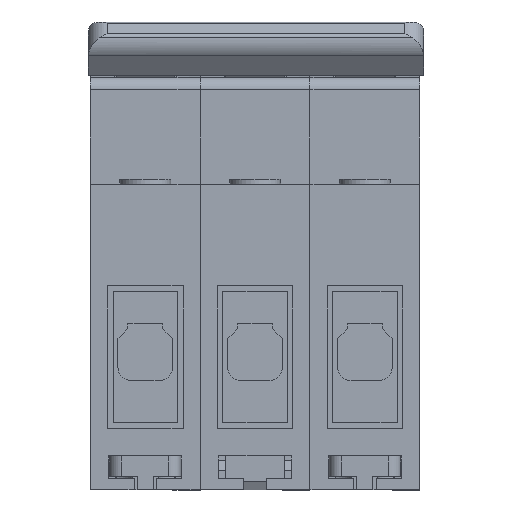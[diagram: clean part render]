
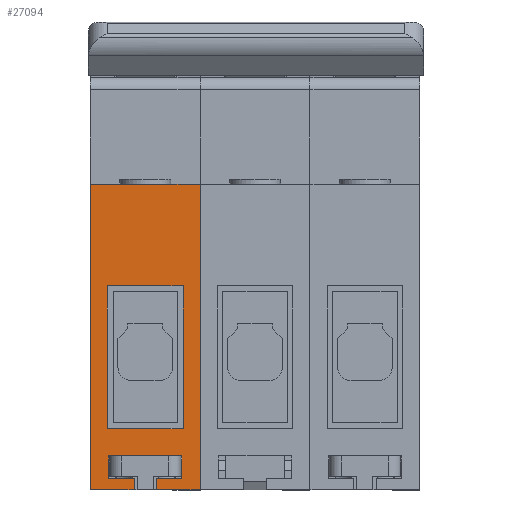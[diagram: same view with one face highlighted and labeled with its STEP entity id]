
A CAD part, front view. The second image highlights one B-rep face of the part: STEP entity #27094.
In plain terms, the highlighted planar face has unit normal (0, -1, 0).
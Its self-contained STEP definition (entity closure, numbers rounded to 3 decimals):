
#220 = VECTOR ( 'NONE', #32715, 1000. ) ;
#466 = ORIENTED_EDGE ( 'NONE', *, *, #32817, .T. ) ;
#784 = LINE ( 'NONE', #17707, #8826 ) ;
#973 = VECTOR ( 'NONE', #20634, 1000. ) ;
#985 = CARTESIAN_POINT ( 'NONE',  ( 7.65, 3., -27.551 ) ) ;
#1405 = LINE ( 'NONE', #23137, #7216 ) ;
#1545 = CARTESIAN_POINT ( 'NONE',  ( 19.6, 3., -27.551 ) ) ;
#1553 = LINE ( 'NONE', #27858, #973 ) ;
#1627 = VECTOR ( 'NONE', #17757, 1000. ) ;
#1865 = VECTOR ( 'NONE', #4025, 1000. ) ;
#2024 = ORIENTED_EDGE ( 'NONE', *, *, #13499, .T. ) ;
#2632 = VERTEX_POINT ( 'NONE', #17091 ) ;
#2935 = LINE ( 'NONE', #27746, #220 ) ;
#3214 = CARTESIAN_POINT ( 'NONE',  ( 22.35, 3., -43.601 ) ) ;
#3706 = CARTESIAN_POINT ( 'NONE',  ( 19.35, 3., -27.551 ) ) ;
#4025 = DIRECTION ( 'NONE',  ( 0., 0., 1. ) ) ;
#4153 = VERTEX_POINT ( 'NONE', #19266 ) ;
#5902 = EDGE_LOOP ( 'NONE', ( #15836, #33940, #2024, #466 ) ) ;
#6035 = CARTESIAN_POINT ( 'NONE',  ( 7.4, 3., -43.951 ) ) ;
#6680 = VECTOR ( 'NONE', #23729, 1000. ) ;
#6733 = ORIENTED_EDGE ( 'NONE', *, *, #29634, .T. ) ;
#7074 = ORIENTED_EDGE ( 'NONE', *, *, #23473, .T. ) ;
#7216 = VECTOR ( 'NONE', #15112, 1000. ) ;
#7268 = CARTESIAN_POINT ( 'NONE',  ( 4.65, 3., -75.051 ) ) ;
#7304 = LINE ( 'NONE', #18190, #6680 ) ;
#7767 = CARTESIAN_POINT ( 'NONE',  ( 4.65, 3., -66.951 ) ) ;
#8543 = DIRECTION ( 'NONE',  ( 0., 0., -1. ) ) ;
#8826 = VECTOR ( 'NONE', #15035, 1000. ) ;
#8863 = EDGE_CURVE ( 'NONE', #12593, #24123, #17601, .T. ) ;
#8866 = VECTOR ( 'NONE', #24077, 1000. ) ;
#9274 = ORIENTED_EDGE ( 'NONE', *, *, #12421, .T. ) ;
#10025 = LINE ( 'NONE', #29170, #32631 ) ;
#10200 = CARTESIAN_POINT ( 'NONE',  ( 4.65, 3., -27.551 ) ) ;
#10494 = VERTEX_POINT ( 'NONE', #34270 ) ;
#10592 = DIRECTION ( 'NONE',  ( 0., -1., 0. ) ) ;
#10609 = CARTESIAN_POINT ( 'NONE',  ( 7.4, 3., -66.951 ) ) ;
#10856 = CARTESIAN_POINT ( 'NONE',  ( 4.65, 3., -71.351 ) ) ;
#11433 = CARTESIAN_POINT ( 'NONE',  ( 7.65, 3., -71.351 ) ) ;
#12038 = VERTEX_POINT ( 'NONE', #12783 ) ;
#12072 = VERTEX_POINT ( 'NONE', #10609 ) ;
#12248 = CARTESIAN_POINT ( 'NONE',  ( 11.7, 3., -27.551 ) ) ;
#12270 = ORIENTED_EDGE ( 'NONE', *, *, #29877, .T. ) ;
#12282 = LINE ( 'NONE', #7268, #18951 ) ;
#12403 = CARTESIAN_POINT ( 'NONE',  ( 4.65, 3., -76.851 ) ) ;
#12421 = EDGE_CURVE ( 'NONE', #15769, #12038, #784, .T. ) ;
#12593 = VERTEX_POINT ( 'NONE', #23421 ) ;
#12783 = CARTESIAN_POINT ( 'NONE',  ( 4.65, 3., -76.851 ) ) ;
#12936 = FACE_BOUND ( 'NONE', #5902, .T. ) ;
#13133 = ORIENTED_EDGE ( 'NONE', *, *, #8863, .T. ) ;
#13499 = EDGE_CURVE ( 'NONE', #12072, #27762, #1553, .T. ) ;
#13987 = CARTESIAN_POINT ( 'NONE',  ( 19.35, 3., -75.051 ) ) ;
#14011 = VERTEX_POINT ( 'NONE', #11433 ) ;
#14236 = ORIENTED_EDGE ( 'NONE', *, *, #23244, .T. ) ;
#14588 = VERTEX_POINT ( 'NONE', #34186 ) ;
#14901 = LINE ( 'NONE', #1545, #1627 ) ;
#15035 = DIRECTION ( 'NONE',  ( 0., 0., -1. ) ) ;
#15112 = DIRECTION ( 'NONE',  ( -1., 0., 0. ) ) ;
#15484 = VECTOR ( 'NONE', #22595, 1000. ) ;
#15497 = DIRECTION ( 'NONE',  ( -1., 0., 0. ) ) ;
#15769 = VERTEX_POINT ( 'NONE', #10200 ) ;
#15810 = FACE_OUTER_BOUND ( 'NONE', #17761, .T. ) ;
#15836 = ORIENTED_EDGE ( 'NONE', *, *, #33024, .T. ) ;
#15842 = VERTEX_POINT ( 'NONE', #29326 ) ;
#16234 = EDGE_CURVE ( 'NONE', #15842, #2632, #20274, .T. ) ;
#16455 = EDGE_CURVE ( 'NONE', #25355, #2632, #30962, .T. ) ;
#17091 = CARTESIAN_POINT ( 'NONE',  ( 15.3, 3., -76.851 ) ) ;
#17601 = LINE ( 'NONE', #12248, #22224 ) ;
#17707 = CARTESIAN_POINT ( 'NONE',  ( 4.65, 3., -27.551 ) ) ;
#17757 = DIRECTION ( 'NONE',  ( 0., 0., -1. ) ) ;
#17761 = EDGE_LOOP ( 'NONE', ( #6733, #18209, #7074, #14236, #33918, #23205, #22650, #33410, #9274, #19793, #13133, #12270 ) ) ;
#17780 = DIRECTION ( 'NONE',  ( 0., 0., 1. ) ) ;
#18066 = EDGE_CURVE ( 'NONE', #14588, #15842, #33006, .T. ) ;
#18190 = CARTESIAN_POINT ( 'NONE',  ( 4.65, 3., -43.951 ) ) ;
#18209 = ORIENTED_EDGE ( 'NONE', *, *, #31745, .F. ) ;
#18632 = PLANE ( 'NONE',  #21560 ) ;
#18951 = VECTOR ( 'NONE', #15497, 1000. ) ;
#19266 = CARTESIAN_POINT ( 'NONE',  ( 19.6, 3., -43.951 ) ) ;
#19286 = EDGE_CURVE ( 'NONE', #14588, #15769, #1405, .T. ) ;
#19793 = ORIENTED_EDGE ( 'NONE', *, *, #23947, .T. ) ;
#20253 = LINE ( 'NONE', #985, #1865 ) ;
#20274 = LINE ( 'NONE', #12403, #22258 ) ;
#20634 = DIRECTION ( 'NONE',  ( 0., 0., 1. ) ) ;
#21560 = AXIS2_PLACEMENT_3D ( 'NONE', #35045, #10592, #33054 ) ;
#22224 = VECTOR ( 'NONE', #17780, 1000. ) ;
#22258 = VECTOR ( 'NONE', #23653, 1000. ) ;
#22595 = DIRECTION ( 'NONE',  ( 0., 0., -1. ) ) ;
#22650 = ORIENTED_EDGE ( 'NONE', *, *, #18066, .F. ) ;
#22809 = CARTESIAN_POINT ( 'NONE',  ( 19.6, 3., -66.951 ) ) ;
#23137 = CARTESIAN_POINT ( 'NONE',  ( 4.65, 3., -27.551 ) ) ;
#23186 = CARTESIAN_POINT ( 'NONE',  ( 7.65, 3., -75.051 ) ) ;
#23205 = ORIENTED_EDGE ( 'NONE', *, *, #16234, .F. ) ;
#23244 = EDGE_CURVE ( 'NONE', #31356, #25355, #12282, .T. ) ;
#23421 = CARTESIAN_POINT ( 'NONE',  ( 11.7, 3., -76.851 ) ) ;
#23473 = EDGE_CURVE ( 'NONE', #10494, #31356, #24588, .T. ) ;
#23515 = LINE ( 'NONE', #7767, #29646 ) ;
#23653 = DIRECTION ( 'NONE',  ( -1., 0., 0. ) ) ;
#23729 = DIRECTION ( 'NONE',  ( 1., 0., 0. ) ) ;
#23947 = EDGE_CURVE ( 'NONE', #12038, #12593, #10025, .T. ) ;
#23968 = DIRECTION ( 'NONE',  ( 1., 0., 0. ) ) ;
#24077 = DIRECTION ( 'NONE',  ( -1., 0., 0. ) ) ;
#24123 = VERTEX_POINT ( 'NONE', #24229 ) ;
#24229 = CARTESIAN_POINT ( 'NONE',  ( 11.7, 3., -75.051 ) ) ;
#24588 = LINE ( 'NONE', #3706, #15484 ) ;
#25355 = VERTEX_POINT ( 'NONE', #31865 ) ;
#25961 = CARTESIAN_POINT ( 'NONE',  ( 15.3, 3., -27.551 ) ) ;
#27094 = ADVANCED_FACE ( 'NONE', ( #12936, #15810 ), #18632, .T. ) ;
#27746 = CARTESIAN_POINT ( 'NONE',  ( 4.65, 3., -75.051 ) ) ;
#27762 = VERTEX_POINT ( 'NONE', #6035 ) ;
#27858 = CARTESIAN_POINT ( 'NONE',  ( 7.4, 3., -27.551 ) ) ;
#29170 = CARTESIAN_POINT ( 'NONE',  ( 4.65, 3., -76.851 ) ) ;
#29231 = DIRECTION ( 'NONE',  ( -1., 0., 0. ) ) ;
#29241 = VECTOR ( 'NONE', #8543, 1000. ) ;
#29326 = CARTESIAN_POINT ( 'NONE',  ( 22.35, 3., -76.851 ) ) ;
#29442 = LINE ( 'NONE', #10856, #8866 ) ;
#29634 = EDGE_CURVE ( 'NONE', #31695, #14011, #20253, .T. ) ;
#29646 = VECTOR ( 'NONE', #29231, 1000. ) ;
#29877 = EDGE_CURVE ( 'NONE', #24123, #31695, #2935, .T. ) ;
#30962 = LINE ( 'NONE', #25961, #31995 ) ;
#31356 = VERTEX_POINT ( 'NONE', #13987 ) ;
#31653 = DIRECTION ( 'NONE',  ( 0., 0., -1. ) ) ;
#31695 = VERTEX_POINT ( 'NONE', #23186 ) ;
#31745 = EDGE_CURVE ( 'NONE', #10494, #14011, #29442, .T. ) ;
#31865 = CARTESIAN_POINT ( 'NONE',  ( 15.3, 3., -75.051 ) ) ;
#31955 = VERTEX_POINT ( 'NONE', #22809 ) ;
#31995 = VECTOR ( 'NONE', #31653, 1000. ) ;
#32631 = VECTOR ( 'NONE', #23968, 1000. ) ;
#32715 = DIRECTION ( 'NONE',  ( -1., 0., 0. ) ) ;
#32817 = EDGE_CURVE ( 'NONE', #27762, #4153, #7304, .T. ) ;
#33006 = LINE ( 'NONE', #3214, #29241 ) ;
#33024 = EDGE_CURVE ( 'NONE', #4153, #31955, #14901, .T. ) ;
#33054 = DIRECTION ( 'NONE',  ( 0., 0., -1. ) ) ;
#33410 = ORIENTED_EDGE ( 'NONE', *, *, #19286, .T. ) ;
#33918 = ORIENTED_EDGE ( 'NONE', *, *, #16455, .T. ) ;
#33940 = ORIENTED_EDGE ( 'NONE', *, *, #34953, .T. ) ;
#34186 = CARTESIAN_POINT ( 'NONE',  ( 22.35, 3., -27.551 ) ) ;
#34270 = CARTESIAN_POINT ( 'NONE',  ( 19.35, 3., -71.351 ) ) ;
#34953 = EDGE_CURVE ( 'NONE', #31955, #12072, #23515, .T. ) ;
#35045 = CARTESIAN_POINT ( 'NONE',  ( 4.65, 3., -27.551 ) ) ;
